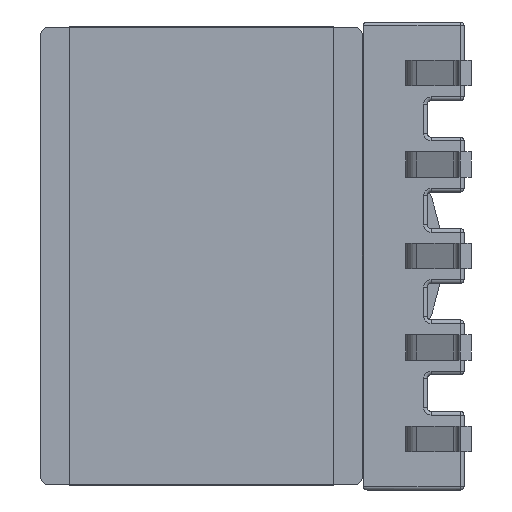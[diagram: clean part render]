
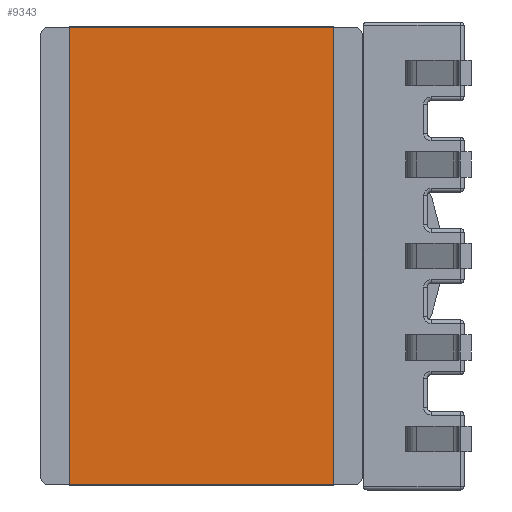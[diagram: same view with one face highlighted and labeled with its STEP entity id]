
A CAD part, left-side view. The second image highlights one B-rep face of the part: STEP entity #9343.
In plain terms, the highlighted planar face has unit normal (-1, 0, 0).
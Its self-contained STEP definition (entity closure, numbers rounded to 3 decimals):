
#80 = CARTESIAN_POINT ( 'NONE',  ( -6.435, -3.619, -6.285 ) ) ;
#552 = CARTESIAN_POINT ( 'NONE',  ( -6.435, -3.619, 6.285 ) ) ;
#962 = CARTESIAN_POINT ( 'NONE',  ( -6.435, 3.619, 6.285 ) ) ;
#1295 = CARTESIAN_POINT ( 'NONE',  ( -6.435, 3.619, -6.285 ) ) ;
#2212 = CARTESIAN_POINT ( 'NONE',  ( -6.435, 3.619, -6.285 ) ) ;
#2214 = DIRECTION ( 'NONE',  ( 0., -1., 0. ) ) ;
#2387 = CARTESIAN_POINT ( 'NONE',  ( -6.435, 3.619, 6.285 ) ) ;
#2388 = DIRECTION ( 'NONE',  ( 0., -1., 0. ) ) ;
#9007 = ORIENTED_EDGE ( 'NONE', *, *, #10614, .T. ) ;
#9008 = ORIENTED_EDGE ( 'NONE', *, *, #10634, .F. ) ;
#9033 = ORIENTED_EDGE ( 'NONE', *, *, #14766, .T. ) ;
#9101 = ORIENTED_EDGE ( 'NONE', *, *, #14818, .F. ) ;
#9343 = ADVANCED_FACE ( 'NONE', ( #24937 ), #24822, .F. ) ;
#10614 = EDGE_CURVE ( 'NONE', #11260, #12162, #36202, .T. ) ;
#10634 = EDGE_CURVE ( 'NONE', #13308, #12975, #36240, .T. ) ;
#11260 = VERTEX_POINT ( 'NONE', #80 ) ;
#12162 = VERTEX_POINT ( 'NONE', #552 ) ;
#12975 = VERTEX_POINT ( 'NONE', #962 ) ;
#13308 = VERTEX_POINT ( 'NONE', #1295 ) ;
#14035 = EDGE_LOOP ( 'NONE', ( #9007, #9101, #9008, #9033 ) ) ;
#14766 = EDGE_CURVE ( 'NONE', #13308, #11260, #36413, .T. ) ;
#14818 = EDGE_CURVE ( 'NONE', #12975, #12162, #36508, .T. ) ;
#22714 = AXIS2_PLACEMENT_3D ( 'NONE', #24768, #24824, #24825 ) ;
#24768 = CARTESIAN_POINT ( 'NONE',  ( -6.435, 3.619, -6.285 ) ) ;
#24822 = PLANE ( 'NONE',  #22714 ) ;
#24824 = DIRECTION ( 'NONE',  ( 1., 0., 0. ) ) ;
#24825 = DIRECTION ( 'NONE',  ( 0., 0., -1. ) ) ;
#24937 = FACE_OUTER_BOUND ( 'NONE', #14035, .T. ) ;
#36202 = LINE ( 'NONE', #37607, #36209 ) ;
#36209 = VECTOR ( 'NONE', #37614, 1000. ) ;
#36240 = LINE ( 'NONE', #37705, #36243 ) ;
#36243 = VECTOR ( 'NONE', #37706, 1000. ) ;
#36413 = LINE ( 'NONE', #2212, #36414 ) ;
#36414 = VECTOR ( 'NONE', #2214, 1000. ) ;
#36508 = LINE ( 'NONE', #2387, #36511 ) ;
#36511 = VECTOR ( 'NONE', #2388, 1000. ) ;
#37607 = CARTESIAN_POINT ( 'NONE',  ( -6.435, -3.619, -6.285 ) ) ;
#37614 = DIRECTION ( 'NONE',  ( 0., 0., 1. ) ) ;
#37705 = CARTESIAN_POINT ( 'NONE',  ( -6.435, 3.619, -6.285 ) ) ;
#37706 = DIRECTION ( 'NONE',  ( 0., 0., 1. ) ) ;
